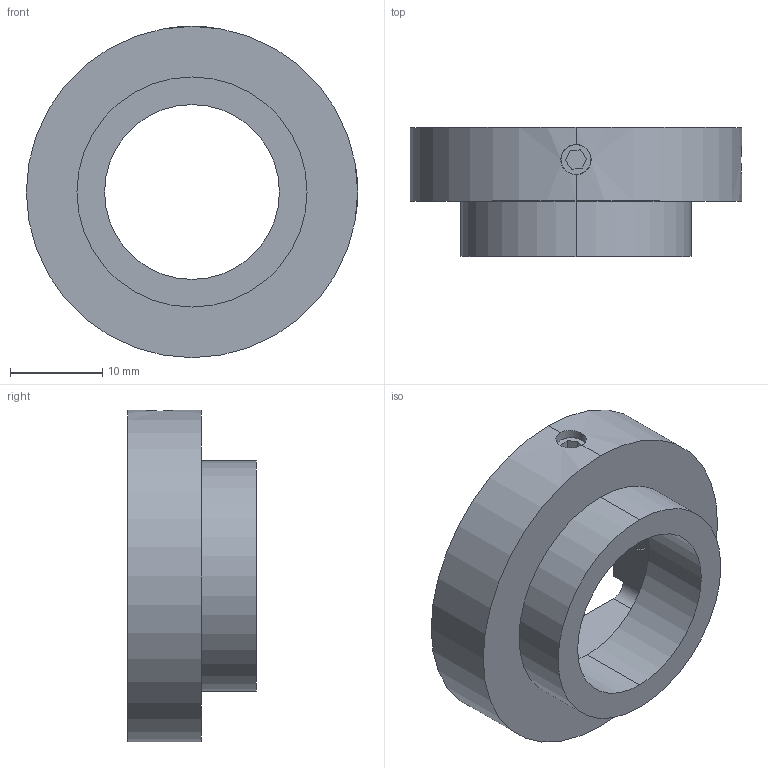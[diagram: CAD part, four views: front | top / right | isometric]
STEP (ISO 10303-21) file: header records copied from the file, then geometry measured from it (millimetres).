
FILE_DESCRIPTION (( 'STEP AP203' ), '1' );
FILE_NAME ('MAD25-S2C-20.STEP', '2022-07-15T00:56:29', ( '' ), ( '' ), 'SwSTEP 2.0', 'SolidWorks 2021', '' );
FILE_SCHEMA (( 'CONFIG_CONTROL_DESIGN' ));
Length unit declared in the file: millimetre
Products named in the file (1): MAD25-S2C-20
Bounding box: 36 x 14 x 36 mm (x, y, z)
Surface area: 4046.9 mm2 (no closed solid volume)
Topology: 0 solids, 7 shells, 87 faces, 453 edges, 368 vertices
Faces by surface type: plane 63, cylinder 22, cone 2
Entity records: 4624 total; most frequent: CARTESIAN_POINT 1051, DIRECTION 665, ORIENTED_EDGE 632, EDGE_CURVE 453, LINE 397, VECTOR 397, VERTEX_POINT 368, AXIS2_PLACEMENT_3D 134
